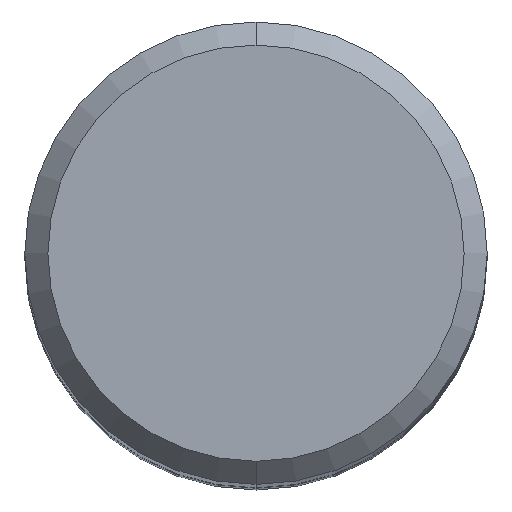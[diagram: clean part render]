
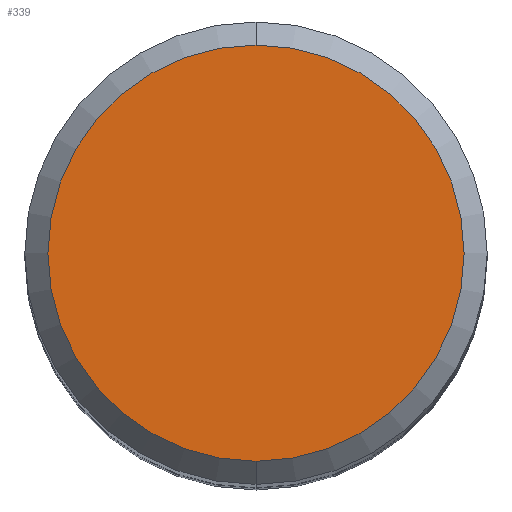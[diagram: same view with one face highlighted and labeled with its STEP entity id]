
A CAD part, top view. The second image highlights one B-rep face of the part: STEP entity #339.
In plain terms, the highlighted planar face has unit normal (0, 0, 1).
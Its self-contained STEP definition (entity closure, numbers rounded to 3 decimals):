
#225=EDGE_CURVE('',#259,#351,#546,.T.);
#259=VERTEX_POINT('',#584);
#339=ADVANCED_FACE('',(#672),#673,.T.);
#351=VERTEX_POINT('',#687);
#403=EDGE_CURVE('',#351,#259,#746,.T.);
#546=CIRCLE('',#926,4.5);
#584=CARTESIAN_POINT('',(0.,-4.5,0.0));
#672=FACE_OUTER_BOUND('',#1213,.T.);
#673=PLANE('',#1214);
#687=CARTESIAN_POINT('',(0.0,4.5,0.0));
#746=CIRCLE('',#1359,4.5);
#926=AXIS2_PLACEMENT_3D('',#1568,#1569,#1570);
#1213=EDGE_LOOP('',(#1702,#1703));
#1214=AXIS2_PLACEMENT_3D('',#1704,#1705,#1706);
#1359=AXIS2_PLACEMENT_3D('',#1812,#1813,#1814);
#1568=CARTESIAN_POINT('',(0.0,0.0,0.0));
#1569=DIRECTION('',(0.0,0.0,-1.0));
#1570=DIRECTION('',(0.0,1.0,0.0));
#1702=ORIENTED_EDGE('',*,*,#403,.F.);
#1703=ORIENTED_EDGE('',*,*,#225,.F.);
#1704=CARTESIAN_POINT('',(0.0,2.25,0.0));
#1705=DIRECTION('',(-0.0,0.0,1.0));
#1706=DIRECTION('',(0.0,-1.0,0.0));
#1812=CARTESIAN_POINT('',(0.0,0.0,0.0));
#1813=DIRECTION('',(0.0,0.0,-1.0));
#1814=DIRECTION('',(0.0,1.0,0.0));
